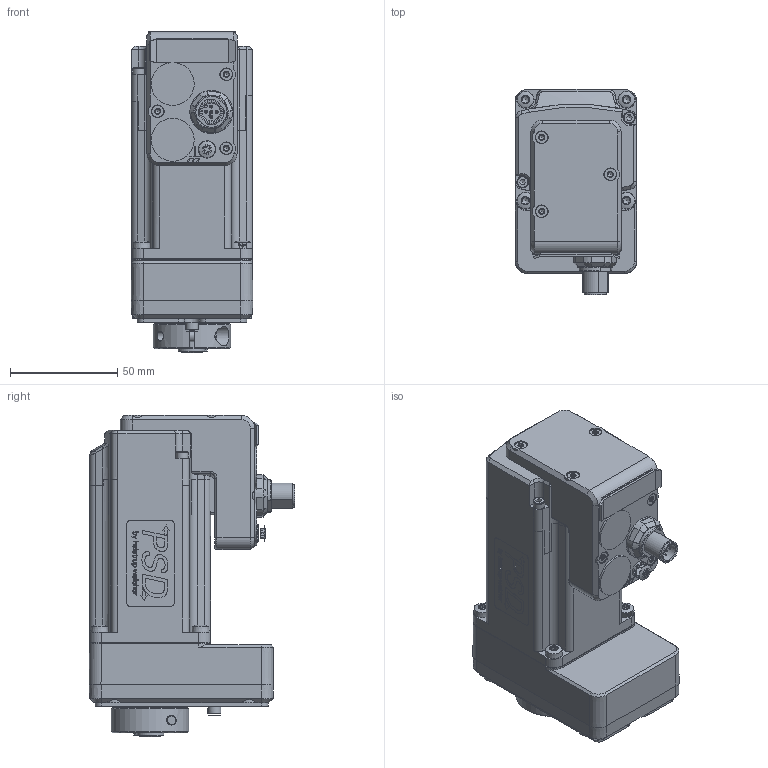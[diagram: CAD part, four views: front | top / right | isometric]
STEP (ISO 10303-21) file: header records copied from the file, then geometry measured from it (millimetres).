
FILE_DESCRIPTION(/* description */ (''),/* implementation_level */ '2;1');
FILE_NAME(/* name */ '7300.016923A.stp',/* time_stamp */ '2019-12-11T09:05:31+01:00',/* author */ ('dfuchs'),/* organization */ (''),/* preprocessor_version */ 'ST-DEVELOPER v17',/* originating_system */ 'Autodesk Inventor 2018',/* authorisation */ '');
FILE_SCHEMA (('AUTOMOTIVE_DESIGN { 1 0 10303 214 3 1 1 }'));
Products named in the file (1): ENG-103662
Bounding box: 56.8 x 95.87 x 149.7 mm (x, y, z)
Volume: 493604.9 mm3; surface area: 54289.6 mm2
Topology: 4 solids, 4 shells, 1884 faces, 5205 edges, 3411 vertices
Faces by surface type: plane 820, bspline 440, cylinder 391, cone 190, torus 29, sphere 14
Full cylindrical faces by diameter (mm): 0.6 x3, 0.8 x5, 1 x3, 1.4 x4, 1.5 x2, 2.693 x4, 3 x4, 3.2 x4, 3.5 x2, 4.459 x1, 4.619 x1, 5 x1, 5.5 x3, 5.6 x6, 6 x8, 7 x1, 8 x2, 8.2 x1, 8.3 x1, 8.5 x1, 9 x1, 10.4 x1, 20 x2, 38.1 x1, 39 x1
Entity records: 69362 total; most frequent: CARTESIAN_POINT 22700, ORIENTED_EDGE 10348, DIRECTION 7665, EDGE_CURVE 5174, VERTEX_POINT 3411, LINE 2613, VECTOR 2613, AXIS2_PLACEMENT_3D 2526
